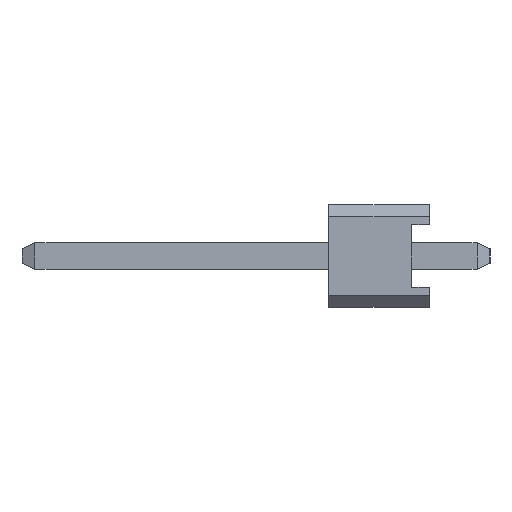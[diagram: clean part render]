
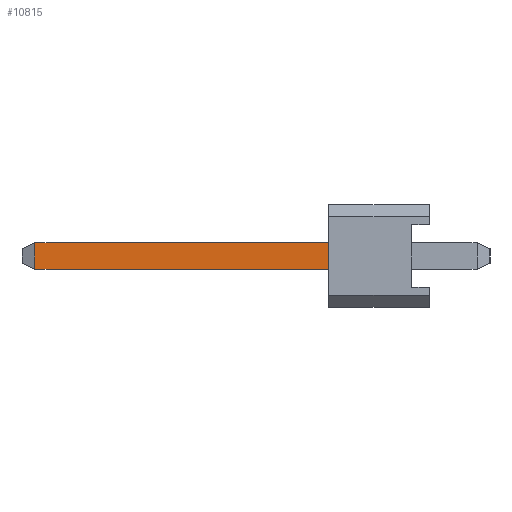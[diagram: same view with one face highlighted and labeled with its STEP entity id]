
A CAD part, left-side view. The second image highlights one B-rep face of the part: STEP entity #10815.
In plain terms, the highlighted planar face has unit normal (-1, 0, 0).
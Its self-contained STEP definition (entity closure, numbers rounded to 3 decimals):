
#5161 = DIRECTION ( 'NONE',  ( 0., -1., 0. ) ) ;
#5162 = VECTOR ( 'NONE', #5161, 1000. ) ;
#5193 = DIRECTION ( 'NONE',  ( 0., 0., -1. ) ) ;
#5194 = DIRECTION ( 'NONE',  ( 1., 0., 0. ) ) ;
#5195 = CARTESIAN_POINT ( 'NONE',  ( -0.325, 10.1, 0.325 ) ) ;
#5196 = AXIS2_PLACEMENT_3D ( 'NONE', #5195, #5194, #5193 ) ;
#5197 = PLANE ( 'NONE',  #5196 ) ;
#5201 = FACE_OUTER_BOUND ( 'NONE', #10710, .T. ) ;
#5310 = CARTESIAN_POINT ( 'NONE',  ( -0.325, 9.778, 0.325 ) ) ;
#5311 = DIRECTION ( 'NONE',  ( 0., -1., 0. ) ) ;
#5312 = VECTOR ( 'NONE', #5311, 1000. ) ;
#5313 = CARTESIAN_POINT ( 'NONE',  ( -0.325, 10.1, 0.325 ) ) ;
#5314 = LINE ( 'NONE', #5313, #5312 ) ;
#5324 = CARTESIAN_POINT ( 'NONE',  ( -0.325, 10.1, -0.325 ) ) ;
#5325 = LINE ( 'NONE', #5324, #5162 ) ;
#5326 = CARTESIAN_POINT ( 'NONE',  ( -0.325, 9.778, -0.325 ) ) ;
#5327 = DIRECTION ( 'NONE',  ( 0., 0., -1. ) ) ;
#5328 = VECTOR ( 'NONE', #5327, 1000. ) ;
#5329 = CARTESIAN_POINT ( 'NONE',  ( -0.325, 9.778, 0.325 ) ) ;
#5330 = LINE ( 'NONE', #5329, #5328 ) ;
#8811 = EDGE_CURVE ( 'NONE', #8812, #8813, #14140, .T. ) ;
#8812 = VERTEX_POINT ( 'NONE', #14136 ) ;
#8813 = VERTEX_POINT ( 'NONE', #14135 ) ;
#10710 = EDGE_LOOP ( 'NONE', ( #10797, #10800, #10803, #10805 ) ) ;
#10797 = ORIENTED_EDGE ( 'NONE', *, *, #10798, .F. ) ;
#10798 = EDGE_CURVE ( 'NONE', #10799, #8813, #5314, .T. ) ;
#10799 = VERTEX_POINT ( 'NONE', #5310 ) ;
#10800 = ORIENTED_EDGE ( 'NONE', *, *, #10801, .T. ) ;
#10801 = EDGE_CURVE ( 'NONE', #10799, #10802, #5330, .T. ) ;
#10802 = VERTEX_POINT ( 'NONE', #5326 ) ;
#10803 = ORIENTED_EDGE ( 'NONE', *, *, #10804, .T. ) ;
#10804 = EDGE_CURVE ( 'NONE', #10802, #8812, #5325, .T. ) ;
#10805 = ORIENTED_EDGE ( 'NONE', *, *, #8811, .T. ) ;
#10815 = ADVANCED_FACE ( 'NONE', ( #5201 ), #5197, .F. ) ;
#14135 = CARTESIAN_POINT ( 'NONE',  ( -0.325, 2.5, 0.325 ) ) ;
#14136 = CARTESIAN_POINT ( 'NONE',  ( -0.325, 2.5, -0.325 ) ) ;
#14137 = DIRECTION ( 'NONE',  ( 0., 0., 1. ) ) ;
#14138 = VECTOR ( 'NONE', #14137, 1000. ) ;
#14139 = CARTESIAN_POINT ( 'NONE',  ( -0.325, 2.5, -1.27 ) ) ;
#14140 = LINE ( 'NONE', #14139, #14138 ) ;
